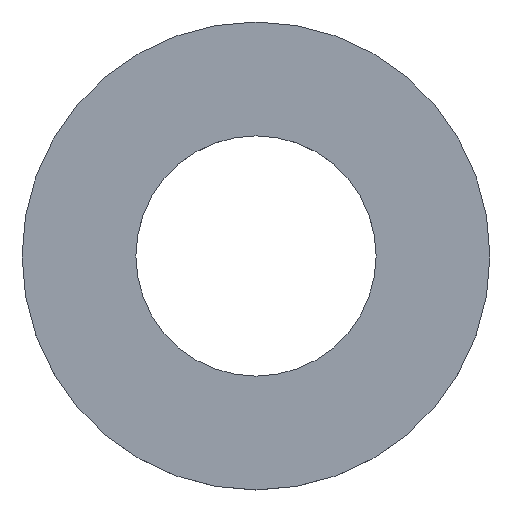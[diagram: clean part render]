
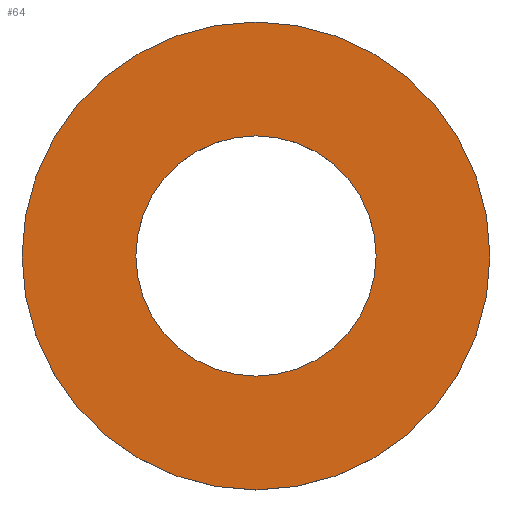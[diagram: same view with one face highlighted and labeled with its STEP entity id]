
A CAD part, top view. The second image highlights one B-rep face of the part: STEP entity #64.
In plain terms, the highlighted planar face has unit normal (0, 0, 1).
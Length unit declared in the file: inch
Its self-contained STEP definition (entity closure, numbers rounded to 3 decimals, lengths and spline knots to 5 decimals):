
#3 = AXIS2_PLACEMENT_3D ( 'NONE', #216, #97, #233 ) ;
#6 = DIRECTION ( 'NONE',  ( 1., 0., 0. ) ) ;
#9 = CARTESIAN_POINT ( 'NONE',  ( 0., 0., 0. ) ) ;
#19 = CIRCLE ( 'NONE', #46, 0.57813 ) ;
#20 = CIRCLE ( 'NONE', #3, 0.29688 ) ;
#21 = AXIS2_PLACEMENT_3D ( 'NONE', #231, #26, #161 ) ;
#26 = DIRECTION ( 'NONE',  ( 0., 0., 1. ) ) ;
#32 = DIRECTION ( 'NONE',  ( 1., 0., 0. ) ) ;
#33 = EDGE_LOOP ( 'NONE', ( #247, #207 ) ) ;
#45 = PLANE ( 'NONE',  #21 ) ;
#46 = AXIS2_PLACEMENT_3D ( 'NONE', #236, #119, #6 ) ;
#47 = VERTEX_POINT ( 'NONE', #160 ) ;
#56 = AXIS2_PLACEMENT_3D ( 'NONE', #191, #66, #206 ) ;
#58 = FACE_BOUND ( 'NONE', #33, .T. ) ;
#64 = ADVANCED_FACE ( 'NONE', ( #58, #95 ), #45, .T. ) ;
#66 = DIRECTION ( 'NONE',  ( 0., 0., 1. ) ) ;
#72 = EDGE_CURVE ( 'NONE', #84, #114, #20, .T. ) ;
#84 = VERTEX_POINT ( 'NONE', #183 ) ;
#94 = AXIS2_PLACEMENT_3D ( 'NONE', #9, #147, #32 ) ;
#95 = FACE_OUTER_BOUND ( 'NONE', #195, .T. ) ;
#97 = DIRECTION ( 'NONE',  ( 0., 0., 1. ) ) ;
#110 = EDGE_CURVE ( 'NONE', #47, #212, #19, .T. ) ;
#114 = VERTEX_POINT ( 'NONE', #117 ) ;
#117 = CARTESIAN_POINT ( 'NONE',  ( -0.29688, 0., 0. ) ) ;
#119 = DIRECTION ( 'NONE',  ( 0., 0., 1. ) ) ;
#123 = ORIENTED_EDGE ( 'NONE', *, *, #110, .T. ) ;
#128 = CIRCLE ( 'NONE', #56, 0.29688 ) ;
#147 = DIRECTION ( 'NONE',  ( 0., 0., 1. ) ) ;
#149 = CARTESIAN_POINT ( 'NONE',  ( -0.57813, 0., 0. ) ) ;
#160 = CARTESIAN_POINT ( 'NONE',  ( 0.57813, 0., 0. ) ) ;
#161 = DIRECTION ( 'NONE',  ( 1., 0., 0. ) ) ;
#167 = CIRCLE ( 'NONE', #94, 0.57813 ) ;
#173 = EDGE_CURVE ( 'NONE', #212, #47, #167, .T. ) ;
#179 = ORIENTED_EDGE ( 'NONE', *, *, #173, .T. ) ;
#183 = CARTESIAN_POINT ( 'NONE',  ( 0.29688, 0., 0. ) ) ;
#184 = EDGE_CURVE ( 'NONE', #114, #84, #128, .T. ) ;
#191 = CARTESIAN_POINT ( 'NONE',  ( 0., 0., 0. ) ) ;
#195 = EDGE_LOOP ( 'NONE', ( #123, #179 ) ) ;
#206 = DIRECTION ( 'NONE',  ( 1., 0., 0. ) ) ;
#207 = ORIENTED_EDGE ( 'NONE', *, *, #184, .F. ) ;
#212 = VERTEX_POINT ( 'NONE', #149 ) ;
#216 = CARTESIAN_POINT ( 'NONE',  ( 0., 0., 0. ) ) ;
#231 = CARTESIAN_POINT ( 'NONE',  ( 0., 0., 0. ) ) ;
#233 = DIRECTION ( 'NONE',  ( 1., 0., 0. ) ) ;
#236 = CARTESIAN_POINT ( 'NONE',  ( 0., 0., 0. ) ) ;
#247 = ORIENTED_EDGE ( 'NONE', *, *, #72, .F. ) ;
